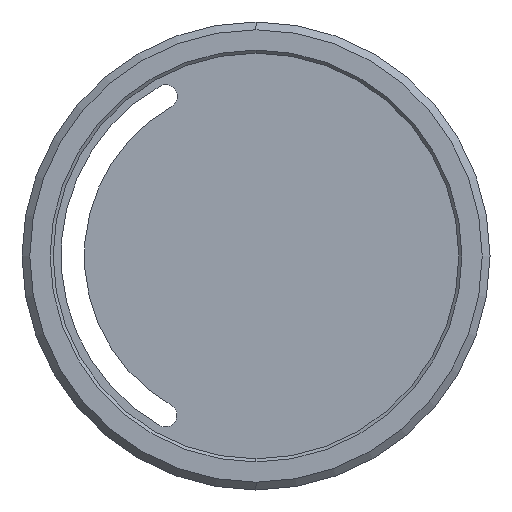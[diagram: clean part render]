
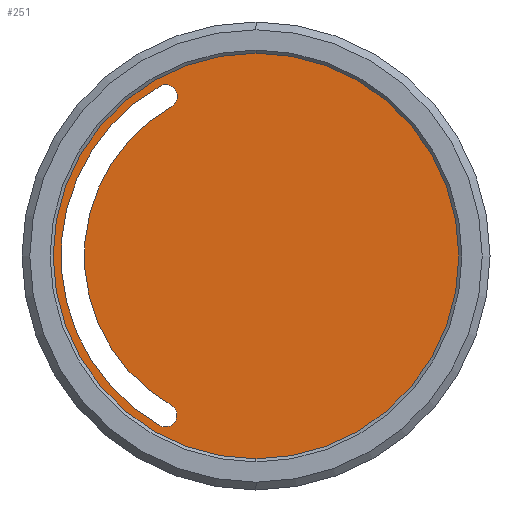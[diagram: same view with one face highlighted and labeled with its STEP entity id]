
A CAD part, left-side view. The second image highlights one B-rep face of the part: STEP entity #251.
In plain terms, the highlighted planar face has unit normal (-1, 0, 0).
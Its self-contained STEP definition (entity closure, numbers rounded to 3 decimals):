
#20 = DIRECTION ( 'NONE',  ( 0., 0., 1. ) ) ;
#23 = CIRCLE ( 'NONE', #606, 13. ) ;
#64 = DIRECTION ( 'NONE',  ( 0., 0., 1. ) ) ;
#102 = CIRCLE ( 'NONE', #448, 0.75 ) ;
#107 = VERTEX_POINT ( 'NONE', #827 ) ;
#109 = EDGE_CURVE ( 'NONE', #598, #435, #619, .T. ) ;
#110 = CARTESIAN_POINT ( 'NONE',  ( -21., 0., 0. ) ) ;
#118 = CIRCLE ( 'NONE', #225, 13. ) ;
#125 = CARTESIAN_POINT ( 'NONE',  ( -21., 0., 0. ) ) ;
#127 = AXIS2_PLACEMENT_3D ( 'NONE', #909, #497, #64 ) ;
#140 = CARTESIAN_POINT ( 'NONE',  ( -21., 5.781, 10.23 ) ) ;
#154 = ORIENTED_EDGE ( 'NONE', *, *, #407, .T. ) ;
#168 = VERTEX_POINT ( 'NONE', #834 ) ;
#181 = DIRECTION ( 'NONE',  ( 0., 0., 1. ) ) ;
#197 = DIRECTION ( 'NONE',  ( 0., 0., 1. ) ) ;
#210 = EDGE_LOOP ( 'NONE', ( #409, #231, #415, #475, #154 ) ) ;
#218 = DIRECTION ( 'NONE',  ( 0., 0., 1. ) ) ;
#222 = AXIS2_PLACEMENT_3D ( 'NONE', #125, #632, #197 ) ;
#225 = AXIS2_PLACEMENT_3D ( 'NONE', #293, #785, #363 ) ;
#231 = ORIENTED_EDGE ( 'NONE', *, *, #109, .F. ) ;
#251 = ADVANCED_FACE ( 'NONE', ( #829, #667 ), #646, .F. ) ;
#259 = EDGE_CURVE ( 'NONE', #107, #168, #506, .T. ) ;
#260 = CARTESIAN_POINT ( 'NONE',  ( -21., 5.441, -9.56 ) ) ;
#291 = DIRECTION ( 'NONE',  ( 0., 0., -1. ) ) ;
#293 = CARTESIAN_POINT ( 'NONE',  ( -21., 0., 0. ) ) ;
#348 = ORIENTED_EDGE ( 'NONE', *, *, #612, .T. ) ;
#363 = DIRECTION ( 'NONE',  ( 0., 0., 1. ) ) ;
#406 = CARTESIAN_POINT ( 'NONE',  ( -21., 5.82, -10.208 ) ) ;
#407 = EDGE_CURVE ( 'NONE', #168, #436, #904, .T. ) ;
#409 = ORIENTED_EDGE ( 'NONE', *, *, #881, .T. ) ;
#415 = ORIENTED_EDGE ( 'NONE', *, *, #590, .T. ) ;
#434 = CARTESIAN_POINT ( 'NONE',  ( -21., 0., 13. ) ) ;
#435 = VERTEX_POINT ( 'NONE', #751 ) ;
#436 = VERTEX_POINT ( 'NONE', #260 ) ;
#448 = AXIS2_PLACEMENT_3D ( 'NONE', #406, #883, #476 ) ;
#459 = DIRECTION ( 'NONE',  ( -1., 0., 0. ) ) ;
#475 = ORIENTED_EDGE ( 'NONE', *, *, #259, .T. ) ;
#476 = DIRECTION ( 'NONE',  ( 0., 0., 1. ) ) ;
#489 = ORIENTED_EDGE ( 'NONE', *, *, #745, .T. ) ;
#497 = DIRECTION ( 'NONE',  ( 1., 0., 0. ) ) ;
#506 = CIRCLE ( 'NONE', #833, 0.75 ) ;
#590 = EDGE_CURVE ( 'NONE', #598, #107, #728, .T. ) ;
#598 = VERTEX_POINT ( 'NONE', #640 ) ;
#606 = AXIS2_PLACEMENT_3D ( 'NONE', #867, #459, #20 ) ;
#609 = VERTEX_POINT ( 'NONE', #434 ) ;
#612 = EDGE_CURVE ( 'NONE', #801, #609, #118, .T. ) ;
#617 = DIRECTION ( 'NONE',  ( -1., 0., 0. ) ) ;
#619 = CIRCLE ( 'NONE', #222, 12.5 ) ;
#632 = DIRECTION ( 'NONE',  ( -1., 0., 0. ) ) ;
#640 = CARTESIAN_POINT ( 'NONE',  ( -21., 6.152, 10.881 ) ) ;
#646 = PLANE ( 'NONE',  #869 ) ;
#647 = DIRECTION ( 'NONE',  ( 1., 0., 0. ) ) ;
#667 = FACE_BOUND ( 'NONE', #210, .T. ) ;
#671 = CARTESIAN_POINT ( 'NONE',  ( -21., 0., -13. ) ) ;
#707 = DIRECTION ( 'NONE',  ( 1., 0., 0. ) ) ;
#728 = CIRCLE ( 'NONE', #127, 0.75 ) ;
#745 = EDGE_CURVE ( 'NONE', #609, #801, #23, .T. ) ;
#751 = CARTESIAN_POINT ( 'NONE',  ( -21., 6.184, -10.863 ) ) ;
#778 = EDGE_LOOP ( 'NONE', ( #489, #348 ) ) ;
#785 = DIRECTION ( 'NONE',  ( -1., 0., 0. ) ) ;
#801 = VERTEX_POINT ( 'NONE', #671 ) ;
#827 = CARTESIAN_POINT ( 'NONE',  ( -21., 5.781, 10.98 ) ) ;
#829 = FACE_OUTER_BOUND ( 'NONE', #778, .T. ) ;
#833 = AXIS2_PLACEMENT_3D ( 'NONE', #140, #647, #218 ) ;
#834 = CARTESIAN_POINT ( 'NONE',  ( -21., 5.409, 9.578 ) ) ;
#867 = CARTESIAN_POINT ( 'NONE',  ( -21., 0., 0. ) ) ;
#869 = AXIS2_PLACEMENT_3D ( 'NONE', #911, #707, #291 ) ;
#881 = EDGE_CURVE ( 'NONE', #436, #435, #102, .T. ) ;
#883 = DIRECTION ( 'NONE',  ( 1., 0., 0. ) ) ;
#904 = CIRCLE ( 'NONE', #923, 11. ) ;
#909 = CARTESIAN_POINT ( 'NONE',  ( -21., 5.781, 10.23 ) ) ;
#911 = CARTESIAN_POINT ( 'NONE',  ( -21., 13., 0. ) ) ;
#923 = AXIS2_PLACEMENT_3D ( 'NONE', #110, #617, #181 ) ;
